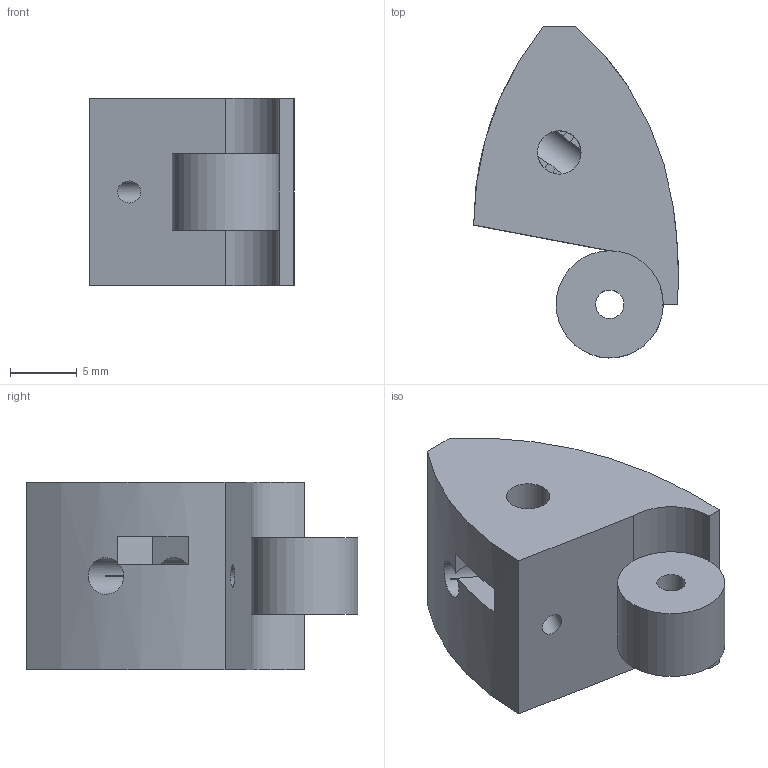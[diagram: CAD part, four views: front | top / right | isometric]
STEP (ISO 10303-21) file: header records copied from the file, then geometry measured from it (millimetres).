
FILE_DESCRIPTION(/* description */ (''),/* implementation_level */ '2;1');
FILE_NAME(/* name */ 'FingerTop.stp',/* time_stamp */ '2025-10-24T00:56:05-05:00',/* author */ ('aul12'),/* organization */ (''),/* preprocessor_version */ 'ST-DEVELOPER v19.2',/* originating_system */ 'Autodesk Inventor 2024',/* authorisation */ '');
FILE_SCHEMA (('AUTOMOTIVE_DESIGN { 1 0 10303 214 3 1 1 }'));
Length unit declared in the file: millimetre
Products named in the file (1): PointerFingerTop
Bounding box: 15.28 x 24.78 x 14 mm (x, y, z)
Volume: 2672.1 mm3; surface area: 1694.5 mm2
Topology: 2 solids, 2 shells, 46 faces, 132 edges, 88 vertices
Faces by surface type: plane 24, cylinder 21, cone 1
Full cylindrical faces by diameter (mm): 1.652 x2, 2.125 x1, 2.75 x1, 3.25 x1
Entity records: 1813 total; most frequent: CARTESIAN_POINT 560, ORIENTED_EDGE 264, DIRECTION 235, EDGE_CURVE 132, VERTEX_POINT 88, AXIS2_PLACEMENT_3D 83, LINE 69, VECTOR 69
